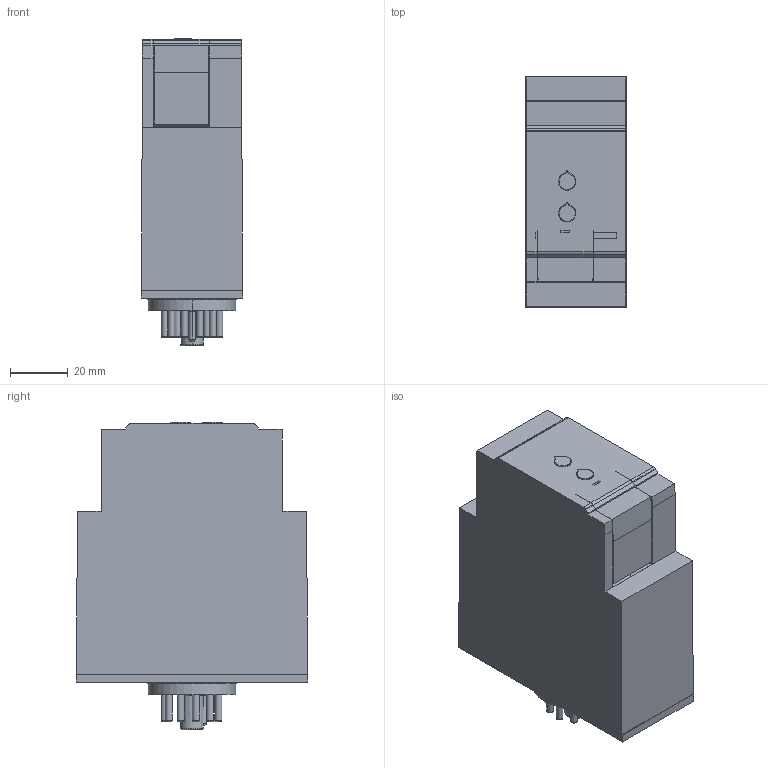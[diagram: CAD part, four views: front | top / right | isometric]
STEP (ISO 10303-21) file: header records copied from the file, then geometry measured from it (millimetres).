
FILE_DESCRIPTION(/* description */ (''),/* implementation_level */ '2;1');
FILE_NAME(/* name */ 'PPB02.stp',/* time_stamp */ '2017-03-06T11:51:04+01:00',/* author */ ('rtamburlin'),/* organization */ (''),/* preprocessor_version */ 'ST-DEVELOPER v16.5',/* originating_system */ 'Autodesk Inventor 2017',/* authorisation */ '');
FILE_SCHEMA (('AUTOMOTIVE_DESIGN { 1 0 10303 214 3 1 1 }'));
Length unit declared in the file: millimetre
Products named in the file (1): PPB02
Bounding box: 35.1 x 80.4 x 106.6 mm (x, y, z)
Volume: 233652.8 mm3; surface area: 28512.8 mm2
Topology: 1 solids, 1 shells, 370 faces, 1000 edges, 658 vertices
Faces by surface type: plane 221, bspline 82, cylinder 38, torus 21, cone 8
Full cylindrical faces by diameter (mm): 2.4 x11
Entity records: 24748 total; most frequent: CARTESIAN_POINT 15650, ORIENTED_EDGE 1952, DIRECTION 1516, EDGE_CURVE 976, LINE 670, VECTOR 670, VERTEX_POINT 658, AXIS2_PLACEMENT_3D 423
